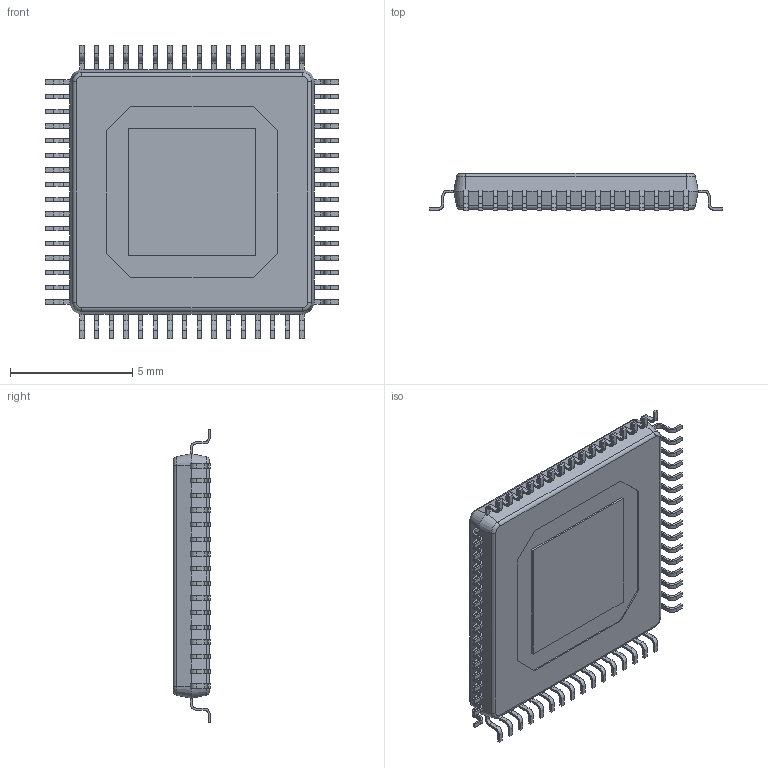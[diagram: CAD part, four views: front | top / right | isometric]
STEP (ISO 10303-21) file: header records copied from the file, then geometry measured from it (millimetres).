
FILE_DESCRIPTION (( 'STEP AP214' ), '1' );
FILE_NAME ('MC33774ASP1AE.STEP', '2024-09-19T11:24:28', ( '' ), ( '' ), 'SwSTEP 2.0', 'SolidWorks 2020', '' );
FILE_SCHEMA (( 'AUTOMOTIVE_DESIGN' ));
Length unit declared in the file: millimetre
Products named in the file (1): MC33774ASP1AE
Bounding box: 12 x 1.5 x 12 mm (x, y, z)
Volume: 141.7 mm3; surface area: 297.5 mm2
Topology: 1 solids, 1 shells, 883 faces, 2618 edges, 1740 vertices
Faces by surface type: plane 601, cylinder 266, cone 8, torus 8
Entity records: 29909 total; most frequent: CARTESIAN_POINT 5290, ORIENTED_EDGE 5236, DIRECTION 4938, EDGE_CURVE 2618, LINE 2034, VECTOR 2034, VERTEX_POINT 1740, AXIS2_PLACEMENT_3D 1452
